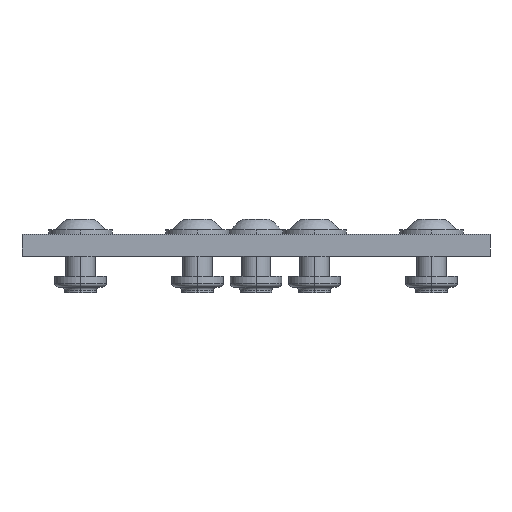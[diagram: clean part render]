
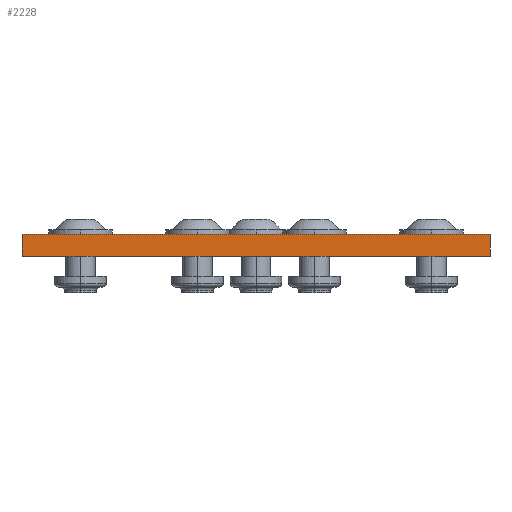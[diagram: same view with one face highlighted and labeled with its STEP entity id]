
A CAD part, front view. The second image highlights one B-rep face of the part: STEP entity #2228.
In plain terms, the highlighted planar face has unit normal (0, -1, 0).
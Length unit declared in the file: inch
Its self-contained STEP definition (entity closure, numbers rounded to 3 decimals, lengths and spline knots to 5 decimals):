
#208 = ORIENTED_EDGE ( 'NONE', *, *, #476, .T. ) ;
#234 = EDGE_CURVE ( 'NONE', #457, #433, #1005, .T. ) ;
#401 = ORIENTED_EDGE ( 'NONE', *, *, #234, .F. ) ;
#433 = VERTEX_POINT ( 'NONE', #1210 ) ;
#447 = EDGE_CURVE ( 'NONE', #433, #957, #1366, .T. ) ;
#457 = VERTEX_POINT ( 'NONE', #1424 ) ;
#475 = ORIENTED_EDGE ( 'NONE', *, *, #447, .F. ) ;
#476 = EDGE_CURVE ( 'NONE', #457, #1306, #1548, .T. ) ;
#626 = CARTESIAN_POINT ( 'NONE',  ( 4., 0., 0. ) ) ;
#729 = LINE ( 'NONE', #730, #731 ) ;
#730 = CARTESIAN_POINT ( 'NONE',  ( 0., 0., 0. ) ) ;
#731 = VECTOR ( 'NONE', #732, 39.37008 ) ;
#732 = DIRECTION ( 'NONE',  ( 1., 0., 0. ) ) ;
#782 = CARTESIAN_POINT ( 'NONE',  ( 0., 0., 0. ) ) ;
#957 = VERTEX_POINT ( 'NONE', #626 ) ;
#1005 = LINE ( 'NONE', #1006, #1007 ) ;
#1006 = CARTESIAN_POINT ( 'NONE',  ( 0., 0., 0.188 ) ) ;
#1007 = VECTOR ( 'NONE', #1008, 39.37008 ) ;
#1008 = DIRECTION ( 'NONE',  ( 1., 0., 0. ) ) ;
#1168 = EDGE_CURVE ( 'NONE', #1306, #957, #729, .T. ) ;
#1210 = CARTESIAN_POINT ( 'NONE',  ( 4., 0., 0.188 ) ) ;
#1286 = FACE_OUTER_BOUND ( 'NONE', #2003, .T. ) ;
#1287 = PLANE ( 'NONE',  #1288 ) ;
#1288 = AXIS2_PLACEMENT_3D ( 'NONE', #1290, #1291, #1292 ) ;
#1290 = CARTESIAN_POINT ( 'NONE',  ( 0., 0., 0.188 ) ) ;
#1291 = DIRECTION ( 'NONE',  ( 0., 1., 0. ) ) ;
#1292 = DIRECTION ( 'NONE',  ( -1., 0., 0. ) ) ;
#1306 = VERTEX_POINT ( 'NONE', #782 ) ;
#1366 = LINE ( 'NONE', #1367, #1368 ) ;
#1367 = CARTESIAN_POINT ( 'NONE',  ( 4., 0., 0.188 ) ) ;
#1368 = VECTOR ( 'NONE', #1369, 39.37008 ) ;
#1369 = DIRECTION ( 'NONE',  ( 0., 0., -1. ) ) ;
#1424 = CARTESIAN_POINT ( 'NONE',  ( 0., 0., 0.188 ) ) ;
#1515 = ORIENTED_EDGE ( 'NONE', *, *, #1168, .T. ) ;
#1548 = LINE ( 'NONE', #1549, #1550 ) ;
#1549 = CARTESIAN_POINT ( 'NONE',  ( 0., 0., 0.188 ) ) ;
#1550 = VECTOR ( 'NONE', #1551, 39.37008 ) ;
#1551 = DIRECTION ( 'NONE',  ( 0., 0., -1. ) ) ;
#2003 = EDGE_LOOP ( 'NONE', ( #1515, #475, #401, #208 ) ) ;
#2228 = ADVANCED_FACE ( 'NONE', ( #1286 ), #1287, .F. ) ;
